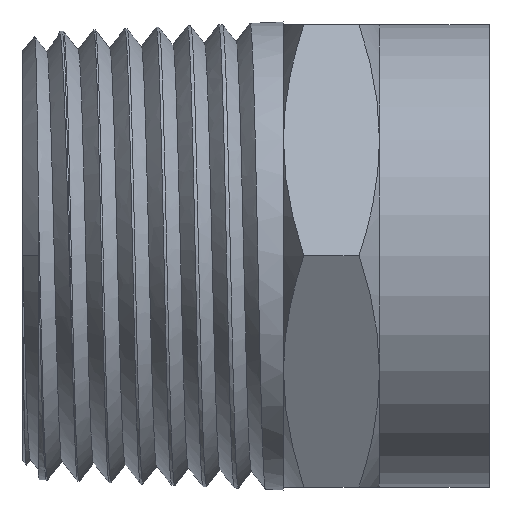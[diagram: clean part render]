
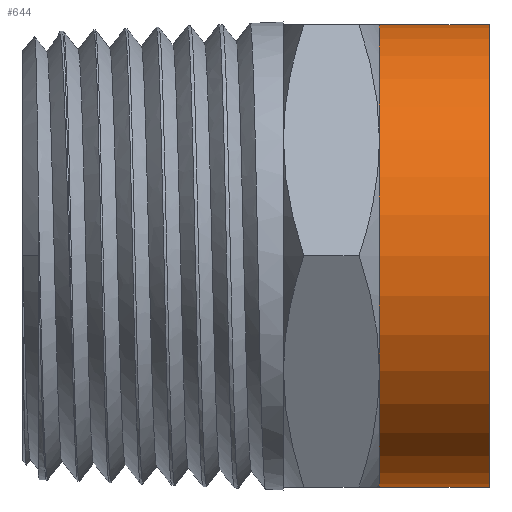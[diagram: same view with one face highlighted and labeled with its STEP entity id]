
A CAD part, top view. The second image highlights one B-rep face of the part: STEP entity #644.
In plain terms, the highlighted cylindrical face has radius 16.85 mm (diameter 33.7 mm), a full revolution.
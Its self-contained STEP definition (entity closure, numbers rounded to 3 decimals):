
#24=CYLINDRICAL_SURFACE('',#709,16.85);
#298=ORIENTED_EDGE('',*,*,#384,.T.);
#299=ORIENTED_EDGE('',*,*,#372,.T.);
#300=ORIENTED_EDGE('',*,*,#420,.T.);
#301=ORIENTED_EDGE('',*,*,#375,.T.);
#302=ORIENTED_EDGE('',*,*,#378,.T.);
#303=ORIENTED_EDGE('',*,*,#382,.T.);
#304=ORIENTED_EDGE('',*,*,#403,.T.);
#372=EDGE_CURVE('',#465,#466,#497,.T.);
#375=EDGE_CURVE('',#468,#469,#498,.T.);
#378=EDGE_CURVE('',#469,#471,#499,.T.);
#382=EDGE_CURVE('',#471,#473,#500,.T.);
#384=EDGE_CURVE('',#473,#465,#501,.T.);
#403=EDGE_CURVE('',#488,#488,#508,.T.);
#420=EDGE_CURVE('',#466,#468,#515,.T.);
#465=VERTEX_POINT('',#3273);
#466=VERTEX_POINT('',#3274);
#468=VERTEX_POINT('',#3286);
#469=VERTEX_POINT('',#3287);
#471=VERTEX_POINT('',#3299);
#473=VERTEX_POINT('',#3314);
#488=VERTEX_POINT('',#3397);
#497=CIRCLE('',#672,16.85);
#498=CIRCLE('',#674,16.85);
#499=CIRCLE('',#676,16.85);
#500=CIRCLE('',#678,16.85);
#501=CIRCLE('',#680,16.85);
#508=CIRCLE('',#693,16.85);
#515=CIRCLE('',#710,16.85);
#549=EDGE_LOOP('',(#298,#299,#300,#301,#302,#303));
#550=EDGE_LOOP('',(#304));
#593=FACE_BOUND('',#549,.T.);
#594=FACE_BOUND('',#550,.T.);
#644=ADVANCED_FACE('',(#593,#594),#24,.T.);
#672=AXIS2_PLACEMENT_3D('',#3272,#738,#739);
#674=AXIS2_PLACEMENT_3D('',#3285,#742,#743);
#676=AXIS2_PLACEMENT_3D('',#3298,#746,#747);
#678=AXIS2_PLACEMENT_3D('',#3316,#750,#751);
#680=AXIS2_PLACEMENT_3D('',#3322,#754,#755);
#693=AXIS2_PLACEMENT_3D('',#3396,#780,#781);
#709=AXIS2_PLACEMENT_3D('',#3440,#818,#819);
#710=AXIS2_PLACEMENT_3D('',#3441,#820,#821);
#738=DIRECTION('',(1.,0.,0.));
#739=DIRECTION('',(0.,1.,0.));
#742=DIRECTION('',(1.,0.,0.));
#743=DIRECTION('',(0.,1.,0.));
#746=DIRECTION('',(1.,0.,0.));
#747=DIRECTION('',(0.,1.,0.));
#750=DIRECTION('',(1.,0.,0.));
#751=DIRECTION('',(0.,1.,0.));
#754=DIRECTION('',(1.,0.,0.));
#755=DIRECTION('',(0.,1.,0.));
#780=DIRECTION('',(-1.,0.,0.));
#781=DIRECTION('',(0.,-1.,0.));
#818=DIRECTION('',(-1.,0.,0.));
#819=DIRECTION('',(0.,-1.,0.));
#820=DIRECTION('',(1.,0.,0.));
#821=DIRECTION('',(0.,1.,0.));
#3272=CARTESIAN_POINT('',(8.342,0.,0.));
#3273=CARTESIAN_POINT('',(8.342,16.85,0.));
#3274=CARTESIAN_POINT('',(8.342,8.425,14.593));
#3285=CARTESIAN_POINT('',(8.342,0.,0.));
#3286=CARTESIAN_POINT('',(8.342,-8.425,14.593));
#3287=CARTESIAN_POINT('',(8.342,-16.85,0.));
#3298=CARTESIAN_POINT('',(8.342,0.,0.));
#3299=CARTESIAN_POINT('',(8.342,-8.425,-14.593));
#3314=CARTESIAN_POINT('',(8.342,8.425,-14.593));
#3316=CARTESIAN_POINT('',(8.342,0.,0.));
#3322=CARTESIAN_POINT('',(8.342,0.,0.));
#3396=CARTESIAN_POINT('',(16.342,0.,0.));
#3397=CARTESIAN_POINT('',(16.342,-16.85,0.));
#3440=CARTESIAN_POINT('',(-20.581,0.,0.));
#3441=CARTESIAN_POINT('',(8.342,0.,0.));
